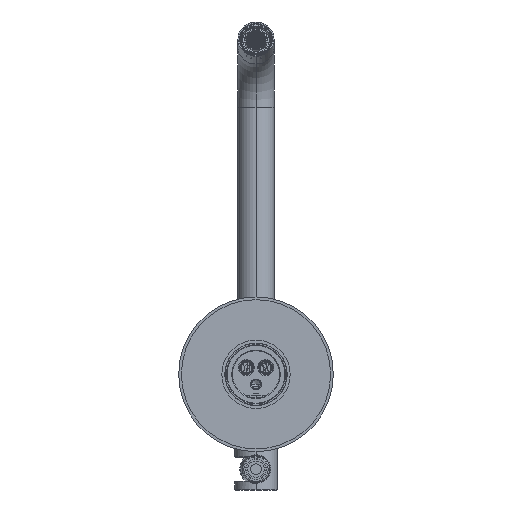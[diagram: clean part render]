
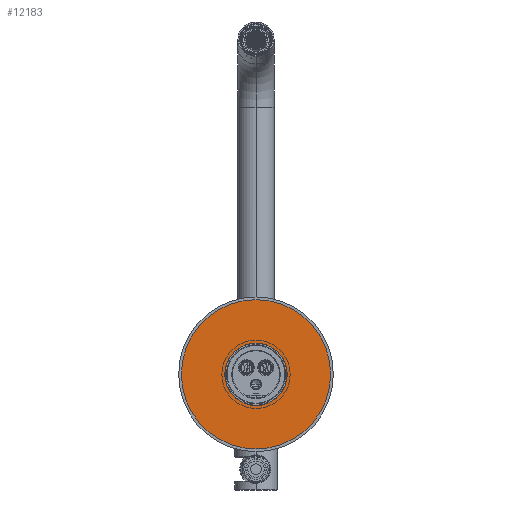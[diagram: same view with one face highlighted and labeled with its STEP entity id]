
A CAD part, front view. The second image highlights one B-rep face of the part: STEP entity #12183.
In plain terms, the highlighted planar face has unit normal (0, -1, 0).
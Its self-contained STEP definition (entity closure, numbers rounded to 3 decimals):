
#11860=CARTESIAN_POINT('',(0.,0.,0.));
#11861=DIRECTION('',(0.,1.,0.));
#11862=DIRECTION('',(1.,0.,0.));
#11863=AXIS2_PLACEMENT_3D('',#11860,#11861,#11862);
#11868=CARTESIAN_POINT('',(0.,0.,0.));
#11869=DIRECTION('',(0.,-1.,0.));
#11870=DIRECTION('',(1.,0.,0.));
#11871=AXIS2_PLACEMENT_3D('',#11868,#11869,#11870);
#11876=CARTESIAN_POINT('',(0.,0.,0.));
#11877=DIRECTION('',(0.,-1.,0.));
#11878=DIRECTION('',(-1.,0.,0.));
#11879=AXIS2_PLACEMENT_3D('',#11876,#11877,#11878);
#11884=CARTESIAN_POINT('',(0.,0.,0.));
#11885=DIRECTION('',(0.,-1.,0.));
#11886=DIRECTION('',(1.,0.,0.));
#11887=AXIS2_PLACEMENT_3D('',#11884,#11885,#11886);
#12131=CARTESIAN_POINT('',(23.25,0.,0.));
#12133=VERTEX_POINT('',#12131);
#12143=CARTESIAN_POINT('',(-23.25,0.,0.));
#12145=VERTEX_POINT('',#12143);
#12162=CARTESIAN_POINT('',(-55.5,0.,0.));
#12163=CARTESIAN_POINT('',(55.5,0.,0.));
#12164=VERTEX_POINT('',#12162);
#12165=VERTEX_POINT('',#12163);
#12166=CARTESIAN_POINT('',(0.,0.,0.));
#12167=DIRECTION('',(0.,-1.,0.));
#12168=DIRECTION('',(-1.,0.,0.));
#12169=AXIS2_PLACEMENT_3D('',#12166,#12167,#12168);
#12170=PLANE('',#12169);
#12172=ORIENTED_EDGE('',*,*,#12171,.F.);
#12174=ORIENTED_EDGE('',*,*,#12173,.F.);
#12175=EDGE_LOOP('',(#12172,#12174));
#12176=FACE_OUTER_BOUND('',#12175,.F.);
#12178=ORIENTED_EDGE('',*,*,#12177,.F.);
#12180=ORIENTED_EDGE('',*,*,#12179,.T.);
#12181=EDGE_LOOP('',(#12178,#12180));
#12182=FACE_BOUND('',#12181,.F.);
#12183=ADVANCED_FACE('',(#12176,#12182),#12170,.T.);
#11864=CIRCLE('',#11863,23.25);
#11872=CIRCLE('',#11871,23.25);
#11880=CIRCLE('',#11879,55.5);
#11888=CIRCLE('',#11887,55.5);
#12171=EDGE_CURVE('',#12164,#12165,#11880,.T.);
#12173=EDGE_CURVE('',#12165,#12164,#11888,.T.);
#12177=EDGE_CURVE('',#12133,#12145,#11864,.T.);
#12179=EDGE_CURVE('',#12133,#12145,#11872,.T.);
